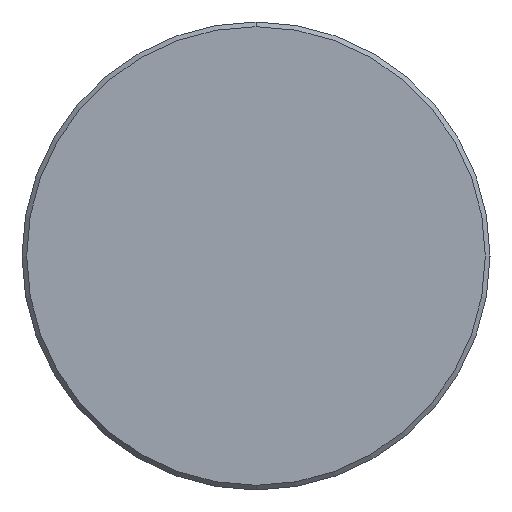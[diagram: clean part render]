
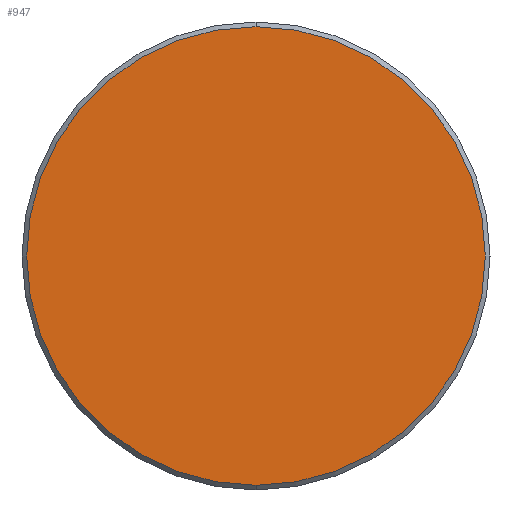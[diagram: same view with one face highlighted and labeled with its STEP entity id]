
A CAD part, front view. The second image highlights one B-rep face of the part: STEP entity #947.
In plain terms, the highlighted planar face has unit normal (0, -1, 0).
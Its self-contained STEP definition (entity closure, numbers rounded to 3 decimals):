
#100 = CIRCLE ( 'NONE', #1158, 24.5 ) ;
#156 = FACE_OUTER_BOUND ( 'NONE', #507, .T. ) ;
#229 = VERTEX_POINT ( 'NONE', #2119 ) ;
#294 = DIRECTION ( 'NONE',  ( 0., -1., 0. ) ) ;
#432 = DIRECTION ( 'NONE',  ( 0., 0., 1. ) ) ;
#507 = EDGE_LOOP ( 'NONE', ( #564, #571 ) ) ;
#564 = ORIENTED_EDGE ( 'NONE', *, *, #1743, .T. ) ;
#571 = ORIENTED_EDGE ( 'NONE', *, *, #1131, .T. ) ;
#855 = CARTESIAN_POINT ( 'NONE',  ( 0., 0., 0. ) ) ;
#947 = ADVANCED_FACE ( 'NONE', ( #156 ), #1979, .T. ) ;
#969 = CARTESIAN_POINT ( 'NONE',  ( 0., 0., 0. ) ) ;
#1023 = VERTEX_POINT ( 'NONE', #1276 ) ;
#1032 = DIRECTION ( 'NONE',  ( 0., -1., 0. ) ) ;
#1131 = EDGE_CURVE ( 'NONE', #1023, #229, #1952, .T. ) ;
#1158 = AXIS2_PLACEMENT_3D ( 'NONE', #855, #294, #1790 ) ;
#1276 = CARTESIAN_POINT ( 'NONE',  ( 0., 0., -24.5 ) ) ;
#1429 = DIRECTION ( 'NONE',  ( 0., 0., -1. ) ) ;
#1554 = DIRECTION ( 'NONE',  ( 0., -1., 0. ) ) ;
#1628 = CARTESIAN_POINT ( 'NONE',  ( 12.5, 0., 0. ) ) ;
#1743 = EDGE_CURVE ( 'NONE', #229, #1023, #100, .T. ) ;
#1759 = AXIS2_PLACEMENT_3D ( 'NONE', #1628, #1032, #1429 ) ;
#1790 = DIRECTION ( 'NONE',  ( 0., 0., 1. ) ) ;
#1830 = AXIS2_PLACEMENT_3D ( 'NONE', #969, #1554, #432 ) ;
#1952 = CIRCLE ( 'NONE', #1830, 24.5 ) ;
#1979 = PLANE ( 'NONE',  #1759 ) ;
#2119 = CARTESIAN_POINT ( 'NONE',  ( 0., 0., 24.5 ) ) ;
